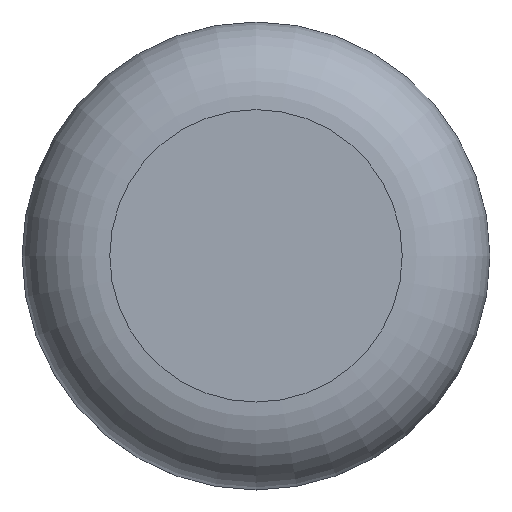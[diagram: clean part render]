
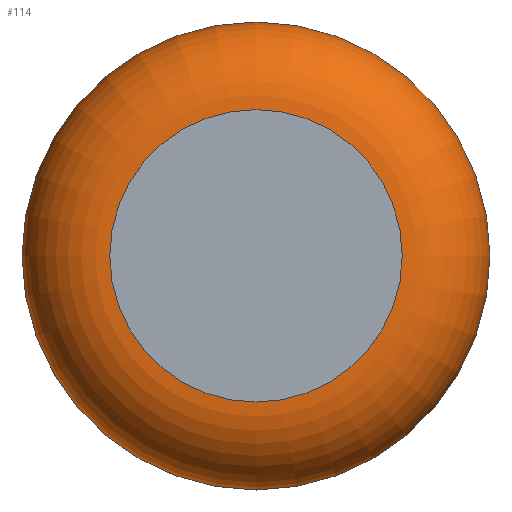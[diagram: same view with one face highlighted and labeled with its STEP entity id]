
A CAD part, top view. The second image highlights one B-rep face of the part: STEP entity #114.
In plain terms, the highlighted toroidal (fillet/blend) face has major radius 2.5 mm and minor radius 1.5 mm.
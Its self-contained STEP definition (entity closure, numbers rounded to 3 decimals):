
#114 = ADVANCED_FACE( '', ( #227, #228 ), #229, .T. );
#227 = FACE_OUTER_BOUND( '', #355, .T. );
#228 = FACE_OUTER_BOUND( '', #356, .T. );
#229 = TOROIDAL_SURFACE( '', #357, 2.5, 1.5 );
#355 = EDGE_LOOP( '', ( #551 ) );
#356 = EDGE_LOOP( '', ( #552 ) );
#357 = AXIS2_PLACEMENT_3D( '', #553, #554, #555 );
#551 = ORIENTED_EDGE( '', *, *, #803, .F. );
#552 = ORIENTED_EDGE( '', *, *, #804, .T. );
#553 = CARTESIAN_POINT( '', ( 0., 0., 8.7 ) );
#554 = DIRECTION( '', ( 0., 0., -1. ) );
#555 = DIRECTION( '', ( -1., 0., 0. ) );
#803 = EDGE_CURVE( '', #940, #940, #941, .T. );
#804 = EDGE_CURVE( '', #942, #942, #943, .T. );
#940 = VERTEX_POINT( '', #1127 );
#941 = CIRCLE( '', #1128, 4. );
#942 = VERTEX_POINT( '', #1129 );
#943 = CIRCLE( '', #1130, 2.5 );
#1127 = CARTESIAN_POINT( '', ( -4., 0., 8.7 ) );
#1128 = AXIS2_PLACEMENT_3D( '', #1317, #1318, #1319 );
#1129 = CARTESIAN_POINT( '', ( -2.5, 0., 10.2 ) );
#1130 = AXIS2_PLACEMENT_3D( '', #1320, #1321, #1322 );
#1317 = CARTESIAN_POINT( '', ( 0., 0., 8.7 ) );
#1318 = DIRECTION( '', ( 0., 0., -1. ) );
#1319 = DIRECTION( '', ( -1., 0., 0. ) );
#1320 = CARTESIAN_POINT( '', ( 0., 0., 10.2 ) );
#1321 = DIRECTION( '', ( 0., 0., -1. ) );
#1322 = DIRECTION( '', ( -1., 0., 0. ) );
